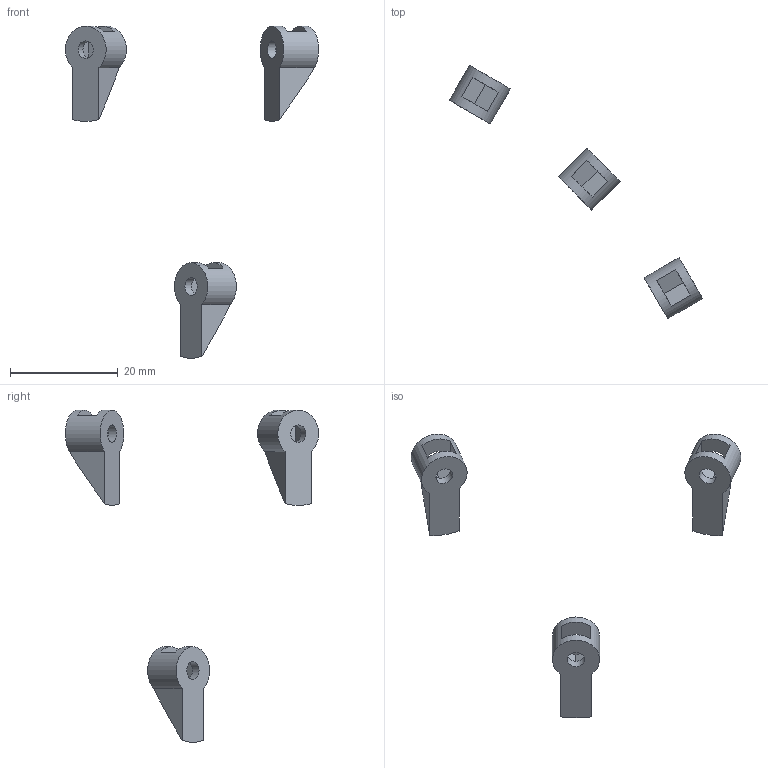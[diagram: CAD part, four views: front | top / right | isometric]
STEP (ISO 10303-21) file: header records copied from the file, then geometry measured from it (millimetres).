
FILE_DESCRIPTION(('FreeCAD Model'),'2;1');
FILE_NAME('Open CASCADE Shape Model','2021-05-04T10:03:51',('Author'),( ''),'Open CASCADE STEP processor 7.4','FreeCAD','Unknown');
FILE_SCHEMA(('AUTOMOTIVE_DESIGN { 1 0 10303 214 1 1 1 1 }'));
Length unit declared in the file: millimetre
Products named in the file (1): Fusion002
Bounding box: 47.08 x 47.08 x 61.68 mm (x, y, z)
Volume: 1427.5 mm3; surface area: 1773.8 mm2
Topology: 3 solids, 3 shells, 42 faces, 99 edges, 66 vertices
Faces by surface type: plane 30, cylinder 9, cone 3
Full cylindrical faces by diameter (mm): 3.25 x6
Entity records: 2584 total; most frequent: CARTESIAN_POINT 586, DIRECTION 347, ORIENTED_EDGE 198, PCURVE 198, DEFINITIONAL_REPRESENTATION 198, LINE 147, VECTOR 147, EDGE_CURVE 99
